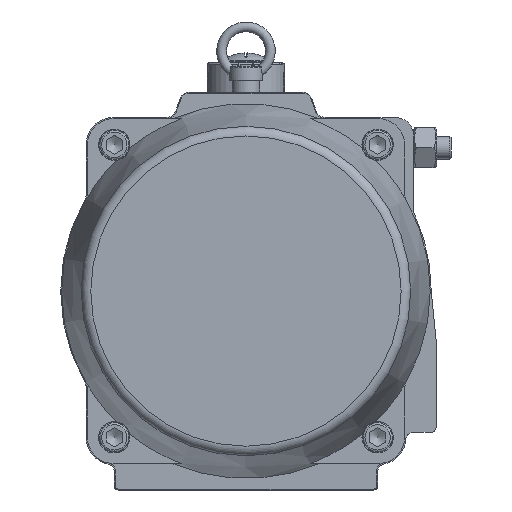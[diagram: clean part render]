
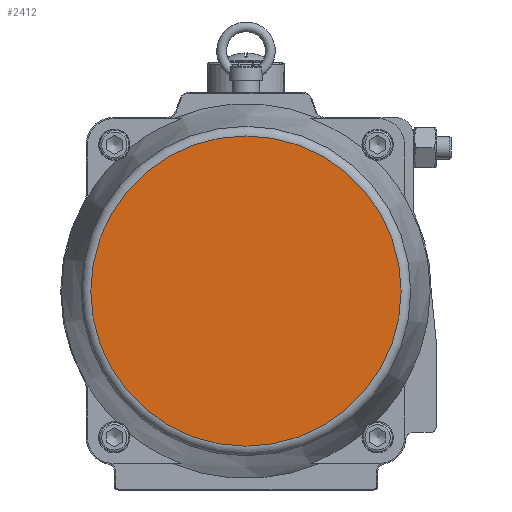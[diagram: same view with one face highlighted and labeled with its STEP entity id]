
A CAD part, front view. The second image highlights one B-rep face of the part: STEP entity #2412.
In plain terms, the highlighted face is planar.
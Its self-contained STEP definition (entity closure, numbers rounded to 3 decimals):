
#1339=FACE_OUTER_BOUND('',#5848,.T.);
#2412=ADVANCED_FACE('',(#1339),#2856,.F.);
#2856=PLANE('',#13951);
#5848=EDGE_LOOP('',(#8564));
#8564=ORIENTED_EDGE('',*,*,#11840,.T.);
#10314=VERTEX_POINT('',#26275);
#11840=EDGE_CURVE('',#10314,#10314,#12700,.T.);
#12700=CIRCLE('',#13950,159.108);
#13950=AXIS2_PLACEMENT_3D('',#26274,#17086,#17087);
#13951=AXIS2_PLACEMENT_3D('',#26276,#17088,#17089);
#17086=DIRECTION('',(0.,1.,0.));
#17087=DIRECTION('',(1.,0.,0.));
#17088=DIRECTION('',(0.,-1.,0.));
#17089=DIRECTION('',(1.,0.,0.));
#26274=CARTESIAN_POINT('',(0.,122.,0.));
#26275=CARTESIAN_POINT('',(159.108,122.,0.));
#26276=CARTESIAN_POINT('',(0.,122.,0.));
